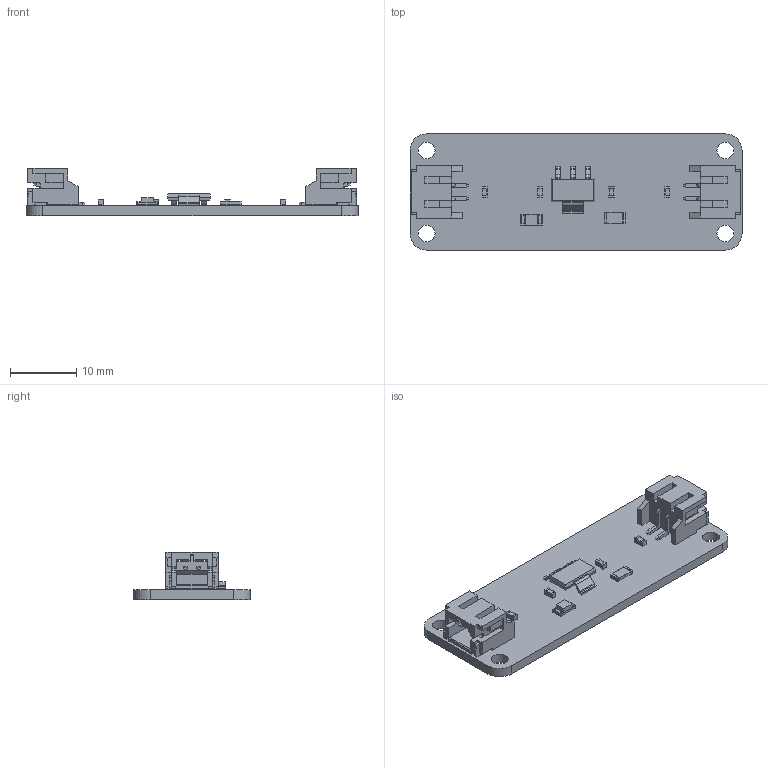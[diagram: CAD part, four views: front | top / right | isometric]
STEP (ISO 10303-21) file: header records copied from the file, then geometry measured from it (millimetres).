
FILE_DESCRIPTION(('KiCad electronic assembly'),'2;1');
FILE_NAME('HV2LV-PowerJST.step','2025-03-03T14:19:47',('Pcbnew'),( 'Kicad'),'Open CASCADE STEP processor 7.8','KiCad to STEP converter' ,'Unknown');
FILE_SCHEMA(('AUTOMOTIVE_DESIGN { 1 0 10303 214 1 1 1 1 }'));
Length unit declared in the file: millimetre
Products named in the file (7): HV2LV-PowerJST 1; C_0603_1608Metric; AMS1117-3.3; S2B-PH-SM4-TB_LF__SN_; LED_1206_3216Metric; R_1206_3216Metric; HV2LV-PowerJST_PCB
Assembly tree (10 placements, depth 2):
  HV2LV-PowerJST 1
    C_0603_1608Metric  x4
    AMS1117-3.3
    S2B-PH-SM4-TB_LF__SN_  x2
    LED_1206_3216Metric
    R_1206_3216Metric
    HV2LV-PowerJST_PCB
Bounding box: 50 x 17.5 x 7.09 mm (x, y, z)
Volume: 1638.4 mm3; surface area: 3044.6 mm2
Topology: 22 solids, 22 shells, 592 faces, 1589 edges, 1042 vertices
Faces by surface type: plane 484, cylinder 108
Full cylindrical faces by diameter (mm): 2.54 x4
Entity records: 11597 total; most frequent: CARTESIAN_POINT 1884, ORIENTED_EDGE 1846, DIRECTION 1761, EDGE_CURVE 923, LINE 799, VECTOR 799, VERTEX_POINT 604, AXIS2_PLACEMENT_3D 481
